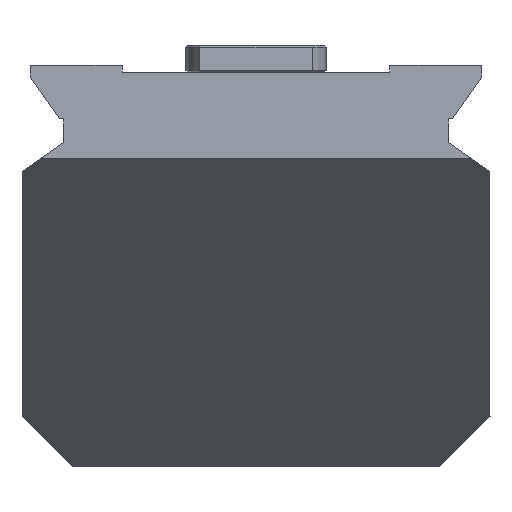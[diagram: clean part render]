
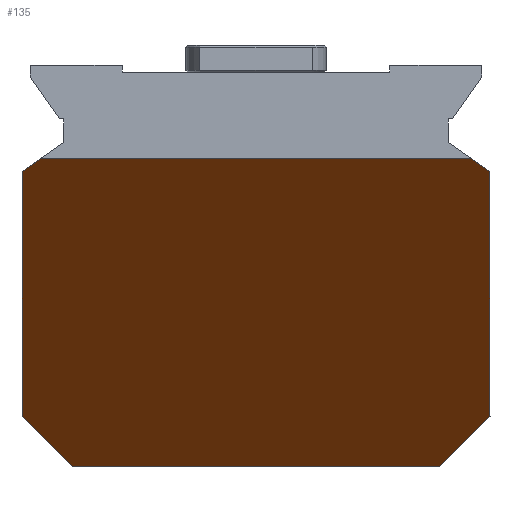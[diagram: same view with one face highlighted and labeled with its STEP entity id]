
A CAD part, left-side view. The second image highlights one B-rep face of the part: STEP entity #135.
In plain terms, the highlighted planar face has unit normal (-0.643, 0, -0.766).
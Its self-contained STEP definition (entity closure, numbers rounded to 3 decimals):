
#81=PLANE('',#1057);
#135=ADVANCED_FACE('',(#196),#81,.T.);
#196=FACE_OUTER_BOUND('',#255,.T.);
#255=EDGE_LOOP('',(#627,#628,#629,#630,#631,#632,#633,#634));
#301=LINE('',#1522,#392);
#305=LINE('',#1531,#396);
#330=LINE('',#1581,#421);
#333=LINE('',#1587,#424);
#334=LINE('',#1589,#425);
#335=LINE('',#1591,#426);
#336=LINE('',#1592,#427);
#337=LINE('',#1593,#428);
#392=VECTOR('',#1229,1.);
#396=VECTOR('',#1235,1.);
#421=VECTOR('',#1266,1.);
#424=VECTOR('',#1271,1.);
#425=VECTOR('',#1272,1.);
#426=VECTOR('',#1273,1.);
#427=VECTOR('',#1274,1.);
#428=VECTOR('',#1275,1.);
#627=ORIENTED_EDGE('',*,*,#901,.F.);
#628=ORIENTED_EDGE('',*,*,#902,.T.);
#629=ORIENTED_EDGE('',*,*,#903,.F.);
#630=ORIENTED_EDGE('',*,*,#898,.T.);
#631=ORIENTED_EDGE('',*,*,#904,.T.);
#632=ORIENTED_EDGE('',*,*,#873,.T.);
#633=ORIENTED_EDGE('',*,*,#905,.T.);
#634=ORIENTED_EDGE('',*,*,#869,.T.);
#759=VERTEX_POINT('',#1523);
#760=VERTEX_POINT('',#1524);
#763=VERTEX_POINT('',#1532);
#764=VERTEX_POINT('',#1533);
#785=VERTEX_POINT('',#1582);
#786=VERTEX_POINT('',#1583);
#787=VERTEX_POINT('',#1588);
#788=VERTEX_POINT('',#1590);
#869=EDGE_CURVE('',#759,#760,#301,.T.);
#873=EDGE_CURVE('',#763,#764,#305,.T.);
#898=EDGE_CURVE('',#785,#786,#330,.T.);
#901=EDGE_CURVE('',#787,#760,#333,.T.);
#902=EDGE_CURVE('',#787,#788,#334,.T.);
#903=EDGE_CURVE('',#785,#788,#335,.T.);
#904=EDGE_CURVE('',#786,#763,#336,.T.);
#905=EDGE_CURVE('',#764,#759,#337,.T.);
#1057=AXIS2_PLACEMENT_3D('',#1594,#1276,#1277);
#1229=DIRECTION('',(-0.766,0.,0.643));
#1235=DIRECTION('',(0.,-1.,0.));
#1266=DIRECTION('',(0.766,0.,-0.643));
#1271=DIRECTION('',(0.564,-0.677,-0.473));
#1272=DIRECTION('',(0.,1.,0.));
#1273=DIRECTION('',(-0.564,-0.677,0.473));
#1274=DIRECTION('',(0.644,-0.541,-0.541));
#1275=DIRECTION('',(-0.644,-0.541,0.541));
#1276=DIRECTION('',(-0.643,0.,-0.766));
#1277=DIRECTION('',(0.,1.,0.));
#1522=CARTESIAN_POINT('',(-52.876,-70.,-105.));
#1523=CARTESIAN_POINT('',(-52.876,-70.,-105.));
#1524=CARTESIAN_POINT('',(-140.201,-70.,-31.726));
#1531=CARTESIAN_POINT('',(-35.,55.,-120.));
#1532=CARTESIAN_POINT('',(-35.,55.,-120.));
#1533=CARTESIAN_POINT('',(-35.,-55.,-120.));
#1581=CARTESIAN_POINT('',(-130.455,70.,-39.904));
#1582=CARTESIAN_POINT('',(-140.201,70.,-31.726));
#1583=CARTESIAN_POINT('',(-52.876,70.,-105.));
#1587=CARTESIAN_POINT('',(-79.634,-142.807,-82.548));
#1588=CARTESIAN_POINT('',(-145.,-64.232,-27.699));
#1589=CARTESIAN_POINT('',(-145.,-51.5,-27.699));
#1590=CARTESIAN_POINT('',(-145.,64.232,-27.699));
#1591=CARTESIAN_POINT('',(-85.311,135.982,-77.784));
#1592=CARTESIAN_POINT('',(-52.876,70.,-105.));
#1593=CARTESIAN_POINT('',(-35.,-55.,-120.));
#1594=CARTESIAN_POINT('',(-90.,35.,-73.85));
